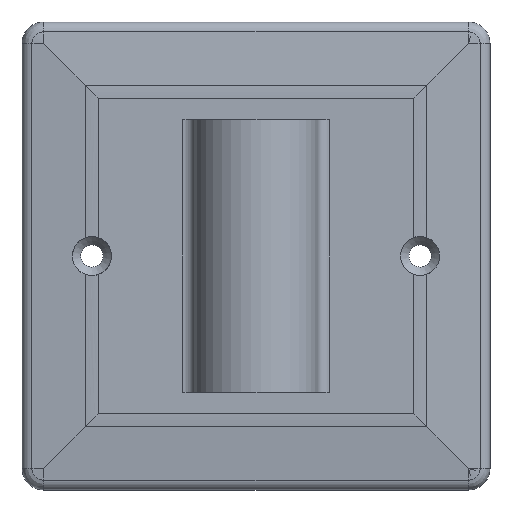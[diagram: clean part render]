
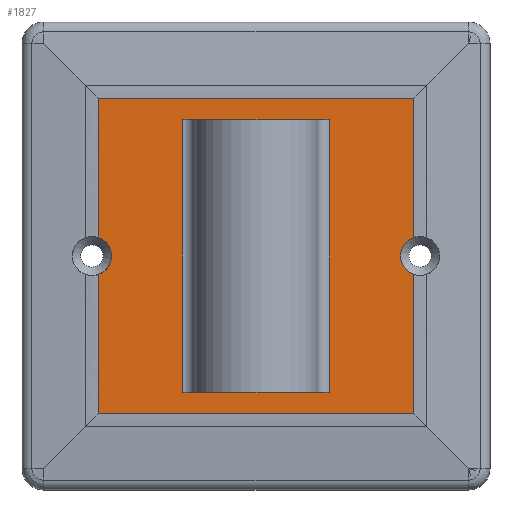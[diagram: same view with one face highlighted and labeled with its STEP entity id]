
A CAD part, left-side view. The second image highlights one B-rep face of the part: STEP entity #1827.
In plain terms, the highlighted face is planar.
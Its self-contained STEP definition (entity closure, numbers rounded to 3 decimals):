
#53=FACE_BOUND('',#270,.T.);
#92=PLANE('',#2004);
#164=FACE_OUTER_BOUND('',#269,.T.);
#269=EDGE_LOOP('',(#1540,#1541,#1542,#1543,#1544,#1545,#1546,#1547,#1548));
#270=EDGE_LOOP('',(#1549,#1550,#1551,#1552,#1553,#1554,#1555,#1556,#1557,
#1558,#1559,#1560,#1561,#1562,#1563,#1564));
#371=LINE('',#2808,#547);
#373=LINE('',#2820,#549);
#374=LINE('',#2823,#550);
#375=LINE('',#2826,#551);
#376=LINE('',#2830,#552);
#377=LINE('',#2834,#553);
#379=LINE('',#2837,#555);
#380=LINE('',#2839,#556);
#382=LINE('',#2842,#558);
#383=LINE('',#2843,#559);
#437=LINE('',#2961,#613);
#438=LINE('',#2966,#614);
#445=LINE('',#3039,#621);
#453=LINE('',#3056,#629);
#454=LINE('',#3059,#630);
#455=LINE('',#3061,#631);
#456=LINE('',#3063,#632);
#457=LINE('',#3064,#633);
#547=VECTOR('',#2248,10.);
#549=VECTOR('',#2262,10.);
#550=VECTOR('',#2265,10.);
#551=VECTOR('',#2268,10.);
#552=VECTOR('',#2271,10.);
#553=VECTOR('',#2274,10.);
#555=VECTOR('',#2276,10.);
#556=VECTOR('',#2277,10.);
#558=VECTOR('',#2281,10.);
#559=VECTOR('',#2282,10.);
#613=VECTOR('',#2386,10.);
#614=VECTOR('',#2393,10.);
#621=VECTOR('',#2444,10.);
#629=VECTOR('',#2456,10.);
#630=VECTOR('',#2461,10.);
#631=VECTOR('',#2462,10.);
#632=VECTOR('',#2463,10.);
#633=VECTOR('',#2464,10.);
#704=CIRCLE('',#1970,2.);
#705=CIRCLE('',#1973,2.);
#706=CIRCLE('',#1977,2.);
#707=CIRCLE('',#1980,2.);
#716=CIRCLE('',#1993,3.6);
#717=CIRCLE('',#1994,3.6);
#718=CIRCLE('',#1996,3.6);
#809=VERTEX_POINT('',#2801);
#812=VERTEX_POINT('',#2806);
#815=VERTEX_POINT('',#2816);
#816=VERTEX_POINT('',#2818);
#817=VERTEX_POINT('',#2822);
#818=VERTEX_POINT('',#2824);
#819=VERTEX_POINT('',#2828);
#820=VERTEX_POINT('',#2829);
#821=VERTEX_POINT('',#2831);
#822=VERTEX_POINT('',#2833);
#823=VERTEX_POINT('',#2835);
#824=VERTEX_POINT('',#2838);
#861=VERTEX_POINT('',#2946);
#862=VERTEX_POINT('',#2952);
#863=VERTEX_POINT('',#2959);
#864=VERTEX_POINT('',#2965);
#874=VERTEX_POINT('',#2992);
#876=VERTEX_POINT('',#3001);
#877=VERTEX_POINT('',#3008);
#878=VERTEX_POINT('',#3013);
#880=VERTEX_POINT('',#3021);
#884=VERTEX_POINT('',#3037);
#891=VERTEX_POINT('',#3055);
#892=VERTEX_POINT('',#3060);
#893=VERTEX_POINT('',#3062);
#1008=EDGE_CURVE('',#812,#809,#371,.T.);
#1014=EDGE_CURVE('',#816,#815,#373,.T.);
#1015=EDGE_CURVE('',#817,#815,#374,.T.);
#1017=EDGE_CURVE('',#812,#818,#375,.T.);
#1018=EDGE_CURVE('',#819,#820,#376,.T.);
#1020=EDGE_CURVE('',#822,#821,#377,.T.);
#1022=EDGE_CURVE('',#818,#823,#379,.T.);
#1023=EDGE_CURVE('',#824,#817,#380,.T.);
#1025=EDGE_CURVE('',#816,#819,#382,.T.);
#1026=EDGE_CURVE('',#821,#809,#383,.T.);
#1078=EDGE_CURVE('',#861,#822,#704,.T.);
#1082=EDGE_CURVE('',#823,#862,#705,.T.);
#1086=EDGE_CURVE('',#862,#863,#437,.T.);
#1087=EDGE_CURVE('',#863,#824,#706,.T.);
#1088=EDGE_CURVE('',#864,#861,#438,.T.);
#1090=EDGE_CURVE('',#820,#864,#707,.T.);
#1104=EDGE_CURVE('',#877,#876,#716,.T.);
#1106=EDGE_CURVE('',#874,#877,#717,.T.);
#1108=EDGE_CURVE('',#880,#878,#718,.T.);
#1115=EDGE_CURVE('',#884,#876,#445,.T.);
#1123=EDGE_CURVE('',#880,#891,#453,.T.);
#1125=EDGE_CURVE('',#891,#884,#454,.T.);
#1126=EDGE_CURVE('',#892,#878,#455,.T.);
#1127=EDGE_CURVE('',#893,#892,#456,.T.);
#1128=EDGE_CURVE('',#874,#893,#457,.T.);
#1540=ORIENTED_EDGE('',*,*,#1106,.T.);
#1541=ORIENTED_EDGE('',*,*,#1104,.T.);
#1542=ORIENTED_EDGE('',*,*,#1115,.F.);
#1543=ORIENTED_EDGE('',*,*,#1125,.F.);
#1544=ORIENTED_EDGE('',*,*,#1123,.F.);
#1545=ORIENTED_EDGE('',*,*,#1108,.T.);
#1546=ORIENTED_EDGE('',*,*,#1126,.F.);
#1547=ORIENTED_EDGE('',*,*,#1127,.F.);
#1548=ORIENTED_EDGE('',*,*,#1128,.F.);
#1549=ORIENTED_EDGE('',*,*,#1017,.T.);
#1550=ORIENTED_EDGE('',*,*,#1022,.T.);
#1551=ORIENTED_EDGE('',*,*,#1082,.T.);
#1552=ORIENTED_EDGE('',*,*,#1086,.T.);
#1553=ORIENTED_EDGE('',*,*,#1087,.T.);
#1554=ORIENTED_EDGE('',*,*,#1023,.T.);
#1555=ORIENTED_EDGE('',*,*,#1015,.T.);
#1556=ORIENTED_EDGE('',*,*,#1014,.F.);
#1557=ORIENTED_EDGE('',*,*,#1025,.T.);
#1558=ORIENTED_EDGE('',*,*,#1018,.T.);
#1559=ORIENTED_EDGE('',*,*,#1090,.T.);
#1560=ORIENTED_EDGE('',*,*,#1088,.T.);
#1561=ORIENTED_EDGE('',*,*,#1078,.T.);
#1562=ORIENTED_EDGE('',*,*,#1020,.T.);
#1563=ORIENTED_EDGE('',*,*,#1026,.T.);
#1564=ORIENTED_EDGE('',*,*,#1008,.F.);
#1827=ADVANCED_FACE('',(#164,#53),#92,.T.);
#1970=AXIS2_PLACEMENT_3D('',#2947,#2368,#2369);
#1973=AXIS2_PLACEMENT_3D('',#2954,#2377,#2378);
#1977=AXIS2_PLACEMENT_3D('',#2963,#2389,#2390);
#1980=AXIS2_PLACEMENT_3D('',#2969,#2397,#2398);
#1993=AXIS2_PLACEMENT_3D('',#3009,#2425,#2426);
#1994=AXIS2_PLACEMENT_3D('',#3011,#2428,#2429);
#1996=AXIS2_PLACEMENT_3D('',#3022,#2432,#2433);
#2004=AXIS2_PLACEMENT_3D('',#3058,#2459,#2460);
#2248=DIRECTION('',(0.,0.,-1.));
#2262=DIRECTION('',(0.,0.,1.));
#2265=DIRECTION('',(-1.,0.,0.));
#2268=DIRECTION('',(-1.,0.,0.));
#2271=DIRECTION('',(0.,0.,1.));
#2274=DIRECTION('',(0.,0.,-1.));
#2276=DIRECTION('',(0.,0.,-1.));
#2277=DIRECTION('',(0.,0.,1.));
#2281=DIRECTION('',(1.,0.,0.));
#2282=DIRECTION('',(1.,0.,0.));
#2368=DIRECTION('center_axis',(0.,-1.,0.));
#2369=DIRECTION('ref_axis',(1.,0.,0.));
#2377=DIRECTION('center_axis',(0.,-1.,0.));
#2378=DIRECTION('ref_axis',(0.,0.,1.));
#2386=DIRECTION('',(-1.,0.,0.));
#2389=DIRECTION('center_axis',(0.,-1.,0.));
#2390=DIRECTION('ref_axis',(-1.,0.,0.));
#2393=DIRECTION('',(1.,0.,0.));
#2397=DIRECTION('center_axis',(0.,-1.,0.));
#2398=DIRECTION('ref_axis',(0.,0.,-1.));
#2425=DIRECTION('center_axis',(0.,-1.,0.));
#2426=DIRECTION('ref_axis',(-1.,0.,0.));
#2428=DIRECTION('center_axis',(0.,-1.,0.));
#2429=DIRECTION('ref_axis',(-1.,0.,0.));
#2432=DIRECTION('center_axis',(0.,-1.,0.));
#2433=DIRECTION('ref_axis',(-1.,0.,0.));
#2444=DIRECTION('',(0.,0.,-1.));
#2456=DIRECTION('',(0.,0.,1.));
#2459=DIRECTION('center_axis',(0.,1.,0.));
#2460=DIRECTION('ref_axis',(0.,0.,1.));
#2461=DIRECTION('',(-1.,0.,0.));
#2462=DIRECTION('',(0.,0.,1.));
#2463=DIRECTION('',(1.,0.,0.));
#2464=DIRECTION('',(0.,0.,-1.));
#2801=CARTESIAN_POINT('',(13.43,10.,-25.));
#2806=CARTESIAN_POINT('',(13.43,10.,25.));
#2808=CARTESIAN_POINT('',(13.43,10.,0.));
#2816=CARTESIAN_POINT('',(-13.43,10.,25.));
#2818=CARTESIAN_POINT('',(-13.43,10.,-25.));
#2820=CARTESIAN_POINT('',(-13.43,10.,0.));
#2822=CARTESIAN_POINT('',(-10.,10.,25.));
#2823=CARTESIAN_POINT('',(-19.5,10.,25.));
#2824=CARTESIAN_POINT('',(10.,10.,25.));
#2826=CARTESIAN_POINT('',(-19.5,10.,25.));
#2828=CARTESIAN_POINT('',(-10.,10.,-25.));
#2829=CARTESIAN_POINT('',(-10.,10.,-16.229));
#2830=CARTESIAN_POINT('',(-10.,10.,0.));
#2831=CARTESIAN_POINT('',(10.,10.,-25.));
#2833=CARTESIAN_POINT('',(10.,10.,-16.229));
#2834=CARTESIAN_POINT('',(10.,10.,0.));
#2835=CARTESIAN_POINT('',(10.,10.,16.229));
#2837=CARTESIAN_POINT('',(10.,10.,0.));
#2838=CARTESIAN_POINT('',(-10.,10.,16.229));
#2839=CARTESIAN_POINT('',(-10.,10.,0.));
#2842=CARTESIAN_POINT('',(-19.5,10.,-25.));
#2843=CARTESIAN_POINT('',(-19.5,10.,-25.));
#2946=CARTESIAN_POINT('',(8.,10.,-18.229));
#2947=CARTESIAN_POINT('Origin',(8.,10.,-16.229));
#2952=CARTESIAN_POINT('',(8.,10.,18.229));
#2954=CARTESIAN_POINT('Origin',(8.,10.,16.229));
#2959=CARTESIAN_POINT('',(-8.,10.,18.229));
#2961=CARTESIAN_POINT('',(-15.5,10.,18.229));
#2963=CARTESIAN_POINT('Origin',(-8.,10.,16.229));
#2965=CARTESIAN_POINT('',(-8.,10.,-18.229));
#2966=CARTESIAN_POINT('',(-23.5,10.,-18.229));
#2969=CARTESIAN_POINT('Origin',(-8.,10.,-16.229));
#2992=CARTESIAN_POINT('',(-29.,10.,-3.411));
#3001=CARTESIAN_POINT('',(-29.,10.,3.411));
#3008=CARTESIAN_POINT('',(-26.55,10.,0.));
#3009=CARTESIAN_POINT('Origin',(-30.15,10.,0.));
#3011=CARTESIAN_POINT('Origin',(-30.15,10.,0.));
#3013=CARTESIAN_POINT('',(29.,10.,-3.411));
#3021=CARTESIAN_POINT('',(29.,10.,3.411));
#3022=CARTESIAN_POINT('Origin',(30.15,10.,0.));
#3037=CARTESIAN_POINT('',(-29.,10.,29.));
#3039=CARTESIAN_POINT('',(-29.,10.,39.));
#3055=CARTESIAN_POINT('',(29.,10.,29.));
#3056=CARTESIAN_POINT('',(29.,10.,0.));
#3058=CARTESIAN_POINT('Origin',(-39.,10.,-29.));
#3059=CARTESIAN_POINT('',(39.,10.,29.));
#3060=CARTESIAN_POINT('',(29.,10.,-29.));
#3061=CARTESIAN_POINT('',(29.,10.,0.));
#3062=CARTESIAN_POINT('',(-29.,10.,-29.));
#3063=CARTESIAN_POINT('',(-39.,10.,-29.));
#3064=CARTESIAN_POINT('',(-29.,10.,39.));
